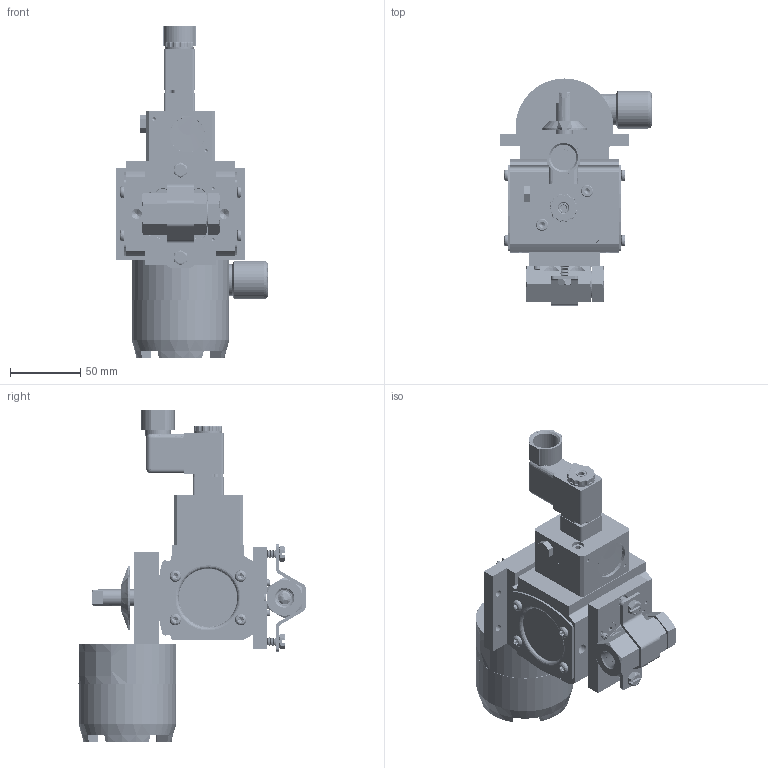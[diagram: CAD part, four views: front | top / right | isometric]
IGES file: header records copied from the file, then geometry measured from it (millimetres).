
Start section: SolidWorks IGES file using analytic representation for surfaces
Global section: file name: 84MXXA512D4GPDCLS.igs; native system: SolidWorks 2018; preprocessor: SolidWorks 2018; author: ryanm; date: 180830.141003; units: inch
Bounding box: 107.71 x 161.26 x 235.76 mm (x, y, z)
Surface area: 230291 mm2 (no closed solid volume)
Topology: 0 solids, 0 shells, 4560 faces, 64493 edges, 64280 vertices
Faces by surface type: revolution 3323, bspline 1237
